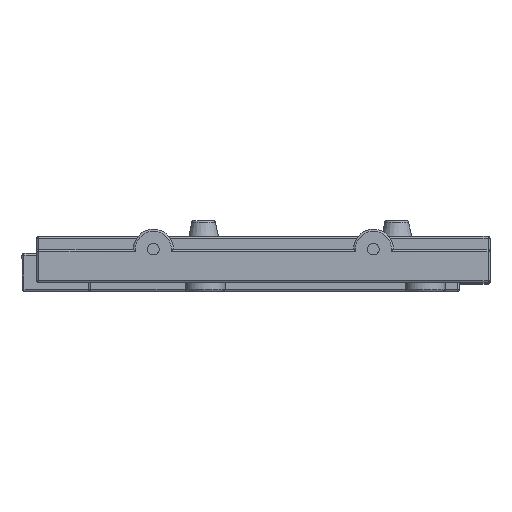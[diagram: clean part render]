
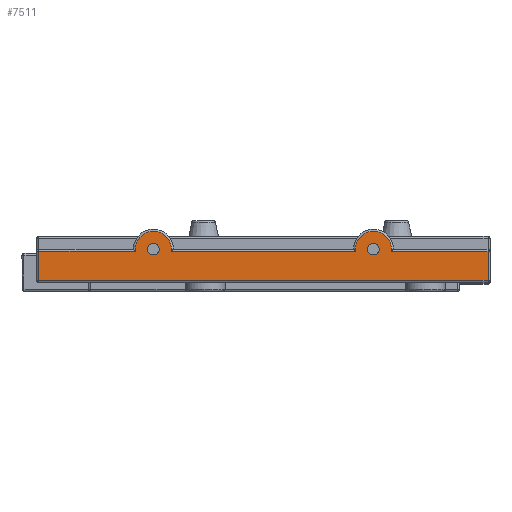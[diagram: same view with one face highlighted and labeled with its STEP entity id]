
A CAD part, top view. The second image highlights one B-rep face of the part: STEP entity #7511.
In plain terms, the highlighted planar face has unit normal (0, 0, 1).
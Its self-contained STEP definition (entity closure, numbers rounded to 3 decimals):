
#488=FACE_BOUND('',#2643,.T.);
#489=FACE_BOUND('',#2644,.T.);
#958=LINE('',#14314,#1508);
#959=LINE('',#14318,#1509);
#960=LINE('',#14320,#1510);
#961=LINE('',#14322,#1511);
#962=LINE('',#14324,#1512);
#963=LINE('',#14326,#1513);
#1508=VECTOR('',#10452,10.);
#1509=VECTOR('',#10455,10.);
#1510=VECTOR('',#10456,10.);
#1511=VECTOR('',#10457,10.);
#1512=VECTOR('',#10458,10.);
#1513=VECTOR('',#10459,10.);
#1734=PLANE('',#8376);
#2129=FACE_OUTER_BOUND('',#2642,.T.);
#2642=EDGE_LOOP('',(#6661,#6662,#6663,#6664,#6665,#6666,#6667,#6668));
#2643=EDGE_LOOP('',(#6669));
#2644=EDGE_LOOP('',(#6670));
#3102=CIRCLE('',#8377,5.4);
#3103=CIRCLE('',#8378,5.4);
#3104=CIRCLE('',#8379,1.75);
#3105=CIRCLE('',#8380,1.75);
#3727=VERTEX_POINT('',#14312);
#3728=VERTEX_POINT('',#14313);
#3729=VERTEX_POINT('',#14315);
#3730=VERTEX_POINT('',#14317);
#3731=VERTEX_POINT('',#14319);
#3732=VERTEX_POINT('',#14321);
#3733=VERTEX_POINT('',#14323);
#3734=VERTEX_POINT('',#14325);
#3735=VERTEX_POINT('',#14328);
#3736=VERTEX_POINT('',#14330);
#4727=EDGE_CURVE('',#3727,#3728,#958,.T.);
#4728=EDGE_CURVE('',#3729,#3727,#3102,.T.);
#4729=EDGE_CURVE('',#3730,#3729,#959,.T.);
#4730=EDGE_CURVE('',#3731,#3730,#960,.T.);
#4731=EDGE_CURVE('',#3732,#3731,#961,.T.);
#4732=EDGE_CURVE('',#3733,#3732,#962,.T.);
#4733=EDGE_CURVE('',#3734,#3733,#963,.T.);
#4734=EDGE_CURVE('',#3728,#3734,#3103,.T.);
#4735=EDGE_CURVE('',#3735,#3735,#3104,.T.);
#4736=EDGE_CURVE('',#3736,#3736,#3105,.T.);
#6661=ORIENTED_EDGE('',*,*,#4727,.F.);
#6662=ORIENTED_EDGE('',*,*,#4728,.F.);
#6663=ORIENTED_EDGE('',*,*,#4729,.F.);
#6664=ORIENTED_EDGE('',*,*,#4730,.F.);
#6665=ORIENTED_EDGE('',*,*,#4731,.F.);
#6666=ORIENTED_EDGE('',*,*,#4732,.F.);
#6667=ORIENTED_EDGE('',*,*,#4733,.F.);
#6668=ORIENTED_EDGE('',*,*,#4734,.F.);
#6669=ORIENTED_EDGE('',*,*,#4735,.T.);
#6670=ORIENTED_EDGE('',*,*,#4736,.T.);
#7511=ADVANCED_FACE('',(#2129,#488,#489),#1734,.T.);
#8376=AXIS2_PLACEMENT_3D('',#14311,#10450,#10451);
#8377=AXIS2_PLACEMENT_3D('',#14316,#10453,#10454);
#8378=AXIS2_PLACEMENT_3D('',#14327,#10460,#10461);
#8379=AXIS2_PLACEMENT_3D('',#14329,#10462,#10463);
#8380=AXIS2_PLACEMENT_3D('',#14331,#10464,#10465);
#10450=DIRECTION('center_axis',(0.,0.,1.));
#10451=DIRECTION('ref_axis',(1.,0.,0.));
#10452=DIRECTION('',(1.,0.,0.));
#10453=DIRECTION('center_axis',(0.,0.,-1.));
#10454=DIRECTION('ref_axis',(0.,1.,0.));
#10455=DIRECTION('',(1.,0.,0.));
#10456=DIRECTION('',(0.,1.,0.));
#10457=DIRECTION('',(-1.,0.,0.));
#10458=DIRECTION('',(0.,-1.,0.));
#10459=DIRECTION('',(1.,0.,0.));
#10460=DIRECTION('center_axis',(0.,0.,-1.));
#10461=DIRECTION('ref_axis',(0.,1.,0.));
#10462=DIRECTION('center_axis',(0.,0.,-1.));
#10463=DIRECTION('ref_axis',(1.,0.,0.));
#10464=DIRECTION('center_axis',(0.,0.,-1.));
#10465=DIRECTION('ref_axis',(1.,0.,0.));
#14311=CARTESIAN_POINT('Origin',(-92.5,0.,42.5));
#14312=CARTESIAN_POINT('',(-3.233,9.4,42.5));
#14313=CARTESIAN_POINT('',(52.133,9.4,42.5));
#14314=CARTESIAN_POINT('',(2.65,9.4,42.5));
#14315=CARTESIAN_POINT('',(-13.967,9.4,42.5));
#14316=CARTESIAN_POINT('Origin',(-8.6,10.,42.5));
#14317=CARTESIAN_POINT('',(-43.,9.4,42.5));
#14318=CARTESIAN_POINT('',(2.65,9.4,42.5));
#14319=CARTESIAN_POINT('',(-43.,0.6,42.5));
#14320=CARTESIAN_POINT('',(-43.,0.,42.5));
#14321=CARTESIAN_POINT('',(91.9,0.6,42.5));
#14322=CARTESIAN_POINT('',(-46.25,0.6,42.5));
#14323=CARTESIAN_POINT('',(91.9,9.4,42.5));
#14324=CARTESIAN_POINT('',(91.9,0.,42.5));
#14325=CARTESIAN_POINT('',(62.867,9.4,42.5));
#14326=CARTESIAN_POINT('',(-46.25,9.4,42.5));
#14327=CARTESIAN_POINT('Origin',(57.5,10.,42.5));
#14328=CARTESIAN_POINT('',(55.75,10.,42.5));
#14329=CARTESIAN_POINT('Origin',(57.5,10.,42.5));
#14330=CARTESIAN_POINT('',(-10.35,10.,42.5));
#14331=CARTESIAN_POINT('Origin',(-8.6,10.,42.5));
